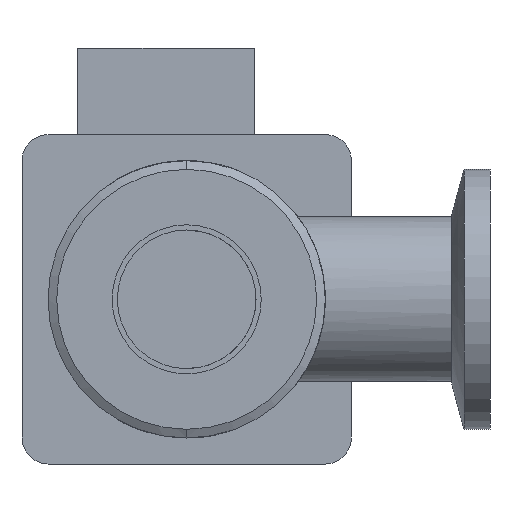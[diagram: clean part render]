
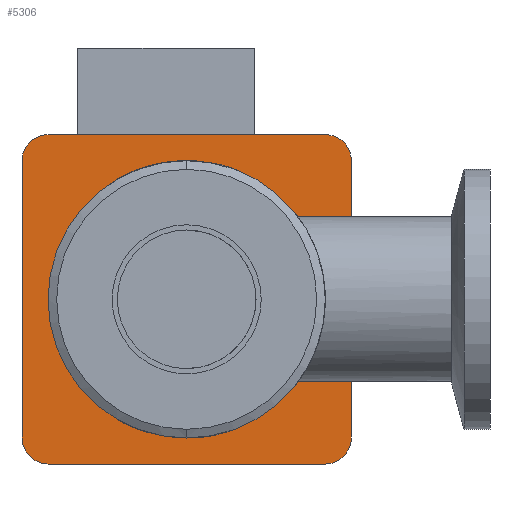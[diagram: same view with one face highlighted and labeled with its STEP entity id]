
A CAD part, front view. The second image highlights one B-rep face of the part: STEP entity #5306.
In plain terms, the highlighted planar face has unit normal (0, -1, 0).
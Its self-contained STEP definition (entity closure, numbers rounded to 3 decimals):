
#57 = DIRECTION ( 'NONE',  ( 0., 0., -1. ) ) ;
#1804 = PLANE ( 'NONE',  #53947 ) ;
#2281 = CARTESIAN_POINT ( 'NONE',  ( 0., 21., 0. ) ) ;
#2307 = ORIENTED_EDGE ( 'NONE', *, *, #7040, .T. ) ;
#2385 = LINE ( 'NONE', #19635, #19609 ) ;
#4998 = CARTESIAN_POINT ( 'NONE',  ( -16., 21., -19. ) ) ;
#5306 = ADVANCED_FACE ( 'NONE', ( #19045, #28045 ), #1804, .T. ) ;
#5901 = CARTESIAN_POINT ( 'NONE',  ( 16., 21., -19. ) ) ;
#6283 = VERTEX_POINT ( 'NONE', #43629 ) ;
#6904 = DIRECTION ( 'NONE',  ( 0., 1., 0. ) ) ;
#6997 = DIRECTION ( 'NONE',  ( 0., 0., -1. ) ) ;
#7040 = EDGE_CURVE ( 'NONE', #42043, #8810, #40377, .T. ) ;
#7124 = DIRECTION ( 'NONE',  ( 0., 1., 0. ) ) ;
#7157 = EDGE_CURVE ( 'NONE', #14630, #6283, #17896, .T. ) ;
#7203 = ORIENTED_EDGE ( 'NONE', *, *, #7157, .T. ) ;
#7753 = DIRECTION ( 'NONE',  ( 0., 0., -1. ) ) ;
#7861 = EDGE_LOOP ( 'NONE', ( #39323, #27082 ) ) ;
#8800 = AXIS2_PLACEMENT_3D ( 'NONE', #46084, #50614, #33648 ) ;
#8810 = VERTEX_POINT ( 'NONE', #51545 ) ;
#9151 = EDGE_CURVE ( 'NONE', #14630, #29238, #30418, .T. ) ;
#9709 = ORIENTED_EDGE ( 'NONE', *, *, #9151, .F. ) ;
#11941 = DIRECTION ( 'NONE',  ( 0., 0., -1. ) ) ;
#12374 = VECTOR ( 'NONE', #42146, 1000. ) ;
#12533 = VECTOR ( 'NONE', #54526, 1000. ) ;
#13216 = EDGE_CURVE ( 'NONE', #29091, #17140, #42333, .T. ) ;
#13301 = CIRCLE ( 'NONE', #44811, 3. ) ;
#13893 = CARTESIAN_POINT ( 'NONE',  ( -16., 21., 19. ) ) ;
#14183 = CARTESIAN_POINT ( 'NONE',  ( 0., 21., -16. ) ) ;
#14630 = VERTEX_POINT ( 'NONE', #5901 ) ;
#14820 = DIRECTION ( 'NONE',  ( 0., 0., 1. ) ) ;
#17140 = VERTEX_POINT ( 'NONE', #54228 ) ;
#17896 = CIRCLE ( 'NONE', #30527, 3. ) ;
#19045 = FACE_BOUND ( 'NONE', #7861, .T. ) ;
#19599 = CARTESIAN_POINT ( 'NONE',  ( 0., 21., 0. ) ) ;
#19609 = VECTOR ( 'NONE', #27792, 1000. ) ;
#19635 = CARTESIAN_POINT ( 'NONE',  ( -19., 21., 19. ) ) ;
#20726 = CARTESIAN_POINT ( 'NONE',  ( -16., 21., 16. ) ) ;
#21226 = VERTEX_POINT ( 'NONE', #33917 ) ;
#21254 = LINE ( 'NONE', #55140, #12374 ) ;
#21819 = CARTESIAN_POINT ( 'NONE',  ( 16., 21., -16. ) ) ;
#23875 = CIRCLE ( 'NONE', #36464, 16. ) ;
#26751 = VERTEX_POINT ( 'NONE', #48172 ) ;
#27082 = ORIENTED_EDGE ( 'NONE', *, *, #31394, .T. ) ;
#27792 = DIRECTION ( 'NONE',  ( 1., 0., 0. ) ) ;
#28045 = FACE_OUTER_BOUND ( 'NONE', #35832, .T. ) ;
#28280 = CARTESIAN_POINT ( 'NONE',  ( -16., 21., -16. ) ) ;
#28700 = CARTESIAN_POINT ( 'NONE',  ( 19., 21., 19. ) ) ;
#28983 = LINE ( 'NONE', #28700, #41318 ) ;
#29091 = VERTEX_POINT ( 'NONE', #14183 ) ;
#29238 = VERTEX_POINT ( 'NONE', #4998 ) ;
#30418 = LINE ( 'NONE', #47652, #12533 ) ;
#30527 = AXIS2_PLACEMENT_3D ( 'NONE', #21819, #39014, #57 ) ;
#31394 = EDGE_CURVE ( 'NONE', #17140, #29091, #23875, .T. ) ;
#33121 = DIRECTION ( 'NONE',  ( 0., -1., 0. ) ) ;
#33648 = DIRECTION ( 'NONE',  ( 0., 0., -1. ) ) ;
#33917 = CARTESIAN_POINT ( 'NONE',  ( 16., 21., 19. ) ) ;
#34368 = ORIENTED_EDGE ( 'NONE', *, *, #45696, .F. ) ;
#34985 = AXIS2_PLACEMENT_3D ( 'NONE', #20726, #33121, #7753 ) ;
#35832 = EDGE_LOOP ( 'NONE', ( #9709, #7203, #53504, #55165, #34368, #2307, #55665, #46680 ) ) ;
#36241 = DIRECTION ( 'NONE',  ( 0., 0., -1. ) ) ;
#36464 = AXIS2_PLACEMENT_3D ( 'NONE', #2281, #7124, #45483 ) ;
#39014 = DIRECTION ( 'NONE',  ( 0., -1., 0. ) ) ;
#39323 = ORIENTED_EDGE ( 'NONE', *, *, #13216, .T. ) ;
#40295 = CIRCLE ( 'NONE', #8800, 3. ) ;
#40377 = CIRCLE ( 'NONE', #34985, 3. ) ;
#41318 = VECTOR ( 'NONE', #6997, 1000. ) ;
#42043 = VERTEX_POINT ( 'NONE', #13893 ) ;
#42146 = DIRECTION ( 'NONE',  ( 0., 0., 1. ) ) ;
#42333 = CIRCLE ( 'NONE', #54956, 16. ) ;
#43629 = CARTESIAN_POINT ( 'NONE',  ( 19., 21., -16. ) ) ;
#44811 = AXIS2_PLACEMENT_3D ( 'NONE', #28280, #50048, #11941 ) ;
#45065 = EDGE_CURVE ( 'NONE', #26751, #21226, #40295, .T. ) ;
#45097 = EDGE_CURVE ( 'NONE', #55723, #29238, #13301, .T. ) ;
#45483 = DIRECTION ( 'NONE',  ( 0., 0., 1. ) ) ;
#45696 = EDGE_CURVE ( 'NONE', #42043, #21226, #2385, .T. ) ;
#46084 = CARTESIAN_POINT ( 'NONE',  ( 16., 21., 16. ) ) ;
#46680 = ORIENTED_EDGE ( 'NONE', *, *, #45097, .T. ) ;
#47652 = CARTESIAN_POINT ( 'NONE',  ( -19., 21., -19. ) ) ;
#48172 = CARTESIAN_POINT ( 'NONE',  ( 19., 21., 16. ) ) ;
#49504 = EDGE_CURVE ( 'NONE', #26751, #6283, #28983, .T. ) ;
#49523 = DIRECTION ( 'NONE',  ( 0., -1., 0. ) ) ;
#50048 = DIRECTION ( 'NONE',  ( 0., -1., 0. ) ) ;
#50100 = EDGE_CURVE ( 'NONE', #55723, #8810, #21254, .T. ) ;
#50302 = CARTESIAN_POINT ( 'NONE',  ( -19., 21., -16. ) ) ;
#50614 = DIRECTION ( 'NONE',  ( 0., -1., 0. ) ) ;
#51545 = CARTESIAN_POINT ( 'NONE',  ( -19., 21., 16. ) ) ;
#53500 = CARTESIAN_POINT ( 'NONE',  ( 0., 21., 0. ) ) ;
#53504 = ORIENTED_EDGE ( 'NONE', *, *, #49504, .F. ) ;
#53947 = AXIS2_PLACEMENT_3D ( 'NONE', #53500, #49523, #36241 ) ;
#54228 = CARTESIAN_POINT ( 'NONE',  ( 0., 21., 16. ) ) ;
#54526 = DIRECTION ( 'NONE',  ( -1., 0., 0. ) ) ;
#54956 = AXIS2_PLACEMENT_3D ( 'NONE', #19599, #6904, #14820 ) ;
#55140 = CARTESIAN_POINT ( 'NONE',  ( -19., 21., 19. ) ) ;
#55165 = ORIENTED_EDGE ( 'NONE', *, *, #45065, .T. ) ;
#55665 = ORIENTED_EDGE ( 'NONE', *, *, #50100, .F. ) ;
#55723 = VERTEX_POINT ( 'NONE', #50302 ) ;
